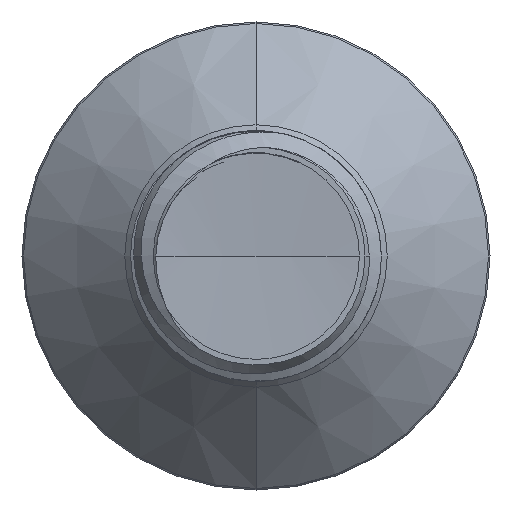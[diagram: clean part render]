
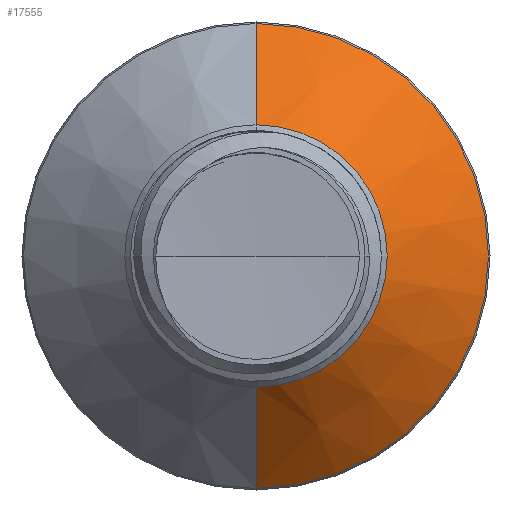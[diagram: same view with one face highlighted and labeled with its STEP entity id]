
A CAD part, front view. The second image highlights one B-rep face of the part: STEP entity #17555.
In plain terms, the highlighted conical face has half-angle 45 degrees and reference radius 1.571 mm.
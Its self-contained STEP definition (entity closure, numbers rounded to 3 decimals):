
#240 = DIRECTION ( 'NONE',  ( 0., 0., 1. ) ) ;
#777 = CARTESIAN_POINT ( 'NONE',  ( 0., 8.409, 1.571 ) ) ;
#1393 = CIRCLE ( 'NONE', #18329, 1.571 ) ;
#2230 = ORIENTED_EDGE ( 'NONE', *, *, #21735, .T. ) ;
#2615 = ORIENTED_EDGE ( 'NONE', *, *, #8561, .T. ) ;
#3696 = VERTEX_POINT ( 'NONE', #12093 ) ;
#4407 = ORIENTED_EDGE ( 'NONE', *, *, #5359, .F. ) ;
#4493 = EDGE_LOOP ( 'NONE', ( #2615, #2230, #4407, #23255 ) ) ;
#5359 = EDGE_CURVE ( 'NONE', #27960, #15848, #7196, .T. ) ;
#6568 = CARTESIAN_POINT ( 'NONE',  ( 0., 8.409, -1.571 ) ) ;
#7069 = CARTESIAN_POINT ( 'NONE',  ( 0., 9.62, 0. ) ) ;
#7196 = CIRCLE ( 'NONE', #25898, 2.782 ) ;
#7550 = EDGE_CURVE ( 'NONE', #28911, #27960, #18552, .T. ) ;
#7959 = CARTESIAN_POINT ( 'NONE',  ( 0., 8.409, 0. ) ) ;
#8561 = EDGE_CURVE ( 'NONE', #28911, #3696, #1393, .T. ) ;
#9348 = DIRECTION ( 'NONE',  ( 0., 0., 1. ) ) ;
#10155 = DIRECTION ( 'NONE',  ( 0., 1., 0. ) ) ;
#10910 = LINE ( 'NONE', #6568, #16264 ) ;
#12039 = FACE_OUTER_BOUND ( 'NONE', #4493, .T. ) ;
#12093 = CARTESIAN_POINT ( 'NONE',  ( 0., 8.409, -1.571 ) ) ;
#12534 = VECTOR ( 'NONE', #14500, 1000. ) ;
#13968 = DIRECTION ( 'NONE',  ( 0., 1., 0. ) ) ;
#14500 = DIRECTION ( 'NONE',  ( 0., 0.707, 0.707 ) ) ;
#14669 = CARTESIAN_POINT ( 'NONE',  ( 0., 8.409, 1.571 ) ) ;
#15848 = VERTEX_POINT ( 'NONE', #23214 ) ;
#16264 = VECTOR ( 'NONE', #24923, 1000. ) ;
#17555 = ADVANCED_FACE ( 'NONE', ( #12039 ), #28692, .T. ) ;
#18329 = AXIS2_PLACEMENT_3D ( 'NONE', #27524, #13968, #240 ) ;
#18552 = LINE ( 'NONE', #777, #12534 ) ;
#21735 = EDGE_CURVE ( 'NONE', #3696, #15848, #10910, .T. ) ;
#22308 = CARTESIAN_POINT ( 'NONE',  ( 0., 9.62, 2.782 ) ) ;
#22950 = DIRECTION ( 'NONE',  ( 0., 1., 0. ) ) ;
#23214 = CARTESIAN_POINT ( 'NONE',  ( 0., 9.62, -2.782 ) ) ;
#23255 = ORIENTED_EDGE ( 'NONE', *, *, #7550, .F. ) ;
#23849 = DIRECTION ( 'NONE',  ( 0., 0., 1. ) ) ;
#24923 = DIRECTION ( 'NONE',  ( 0., 0.707, -0.707 ) ) ;
#25898 = AXIS2_PLACEMENT_3D ( 'NONE', #7069, #22950, #9348 ) ;
#25946 = AXIS2_PLACEMENT_3D ( 'NONE', #7959, #10155, #23849 ) ;
#27524 = CARTESIAN_POINT ( 'NONE',  ( 0., 8.409, 0. ) ) ;
#27960 = VERTEX_POINT ( 'NONE', #22308 ) ;
#28692 = CONICAL_SURFACE ( 'NONE', #25946, 1.571, 0.785 ) ;
#28911 = VERTEX_POINT ( 'NONE', #14669 ) ;
